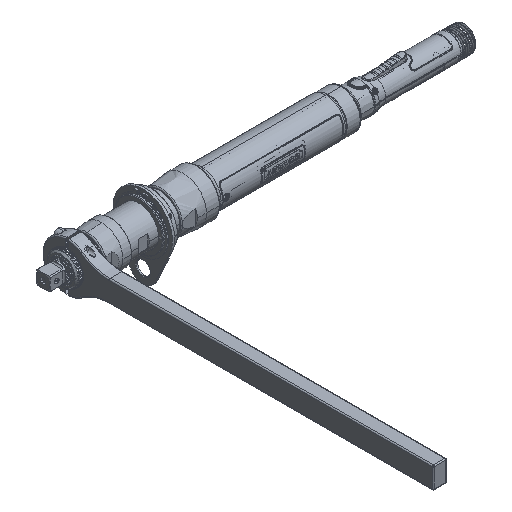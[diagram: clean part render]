
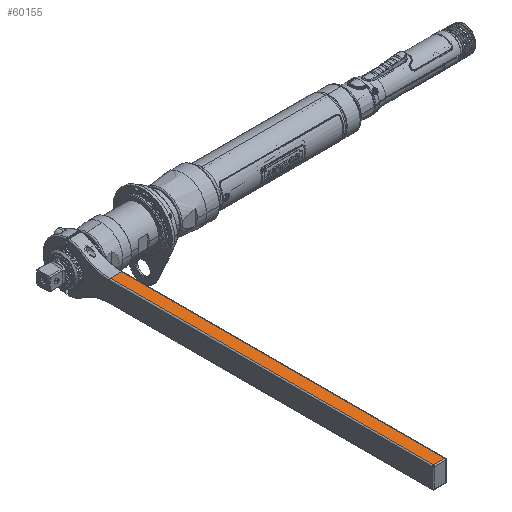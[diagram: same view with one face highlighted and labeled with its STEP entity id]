
A CAD part, isometric view. The second image highlights one B-rep face of the part: STEP entity #60155.
In plain terms, the highlighted planar face has unit normal (0, 0, 1).
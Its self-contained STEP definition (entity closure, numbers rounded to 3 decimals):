
#58064=DIRECTION('',(1.,0.,0.));
#58065=VECTOR('',#58064,0.63);
#58066=CARTESIAN_POINT('',(-6.53,-2.289,0.588));
#58067=LINE('',#58066,#58065);
#58556=DIRECTION('',(0.,1.,0.));
#58557=VECTOR('',#58556,17.651);
#58558=CARTESIAN_POINT('',(-5.9,-19.94,0.588));
#58559=LINE('',#58558,#58557);
#58659=DIRECTION('',(0.,-1.,0.));
#58660=VECTOR('',#58659,17.651);
#58661=CARTESIAN_POINT('',(-6.53,-2.289,0.588));
#58662=LINE('',#58661,#58660);
#58752=DIRECTION('',(-1.,0.,0.));
#58753=VECTOR('',#58752,0.63);
#58754=CARTESIAN_POINT('',(-5.9,-19.94,0.588));
#58755=LINE('',#58754,#58753);
#59469=CARTESIAN_POINT('',(-5.9,-19.94,0.588));
#59470=CARTESIAN_POINT('',(-6.53,-19.94,0.588));
#59471=VERTEX_POINT('',#59469);
#59472=VERTEX_POINT('',#59470);
#59473=CARTESIAN_POINT('',(-6.53,-2.289,0.588));
#59474=VERTEX_POINT('',#59473);
#59505=CARTESIAN_POINT('',(-5.9,-2.289,0.588));
#59506=VERTEX_POINT('',#59505);
#60140=CARTESIAN_POINT('',(-6.59,-2.289,0.588));
#60141=DIRECTION('',(0.,0.,1.));
#60142=DIRECTION('',(0.,-1.,0.));
#60143=AXIS2_PLACEMENT_3D('',#60140,#60141,#60142);
#60144=PLANE('',#60143);
#60146=ORIENTED_EDGE('',*,*,#60145,.T.);
#60148=ORIENTED_EDGE('',*,*,#60147,.F.);
#60150=ORIENTED_EDGE('',*,*,#60149,.T.);
#60152=ORIENTED_EDGE('',*,*,#60151,.F.);
#60153=EDGE_LOOP('',(#60146,#60148,#60150,#60152));
#60154=FACE_OUTER_BOUND('',#60153,.F.);
#60155=ADVANCED_FACE('',(#60154),#60144,.T.);
#60145=EDGE_CURVE('',#59471,#59472,#58755,.T.);
#60147=EDGE_CURVE('',#59474,#59472,#58662,.T.);
#60149=EDGE_CURVE('',#59474,#59506,#58067,.T.);
#60151=EDGE_CURVE('',#59471,#59506,#58559,.T.);
